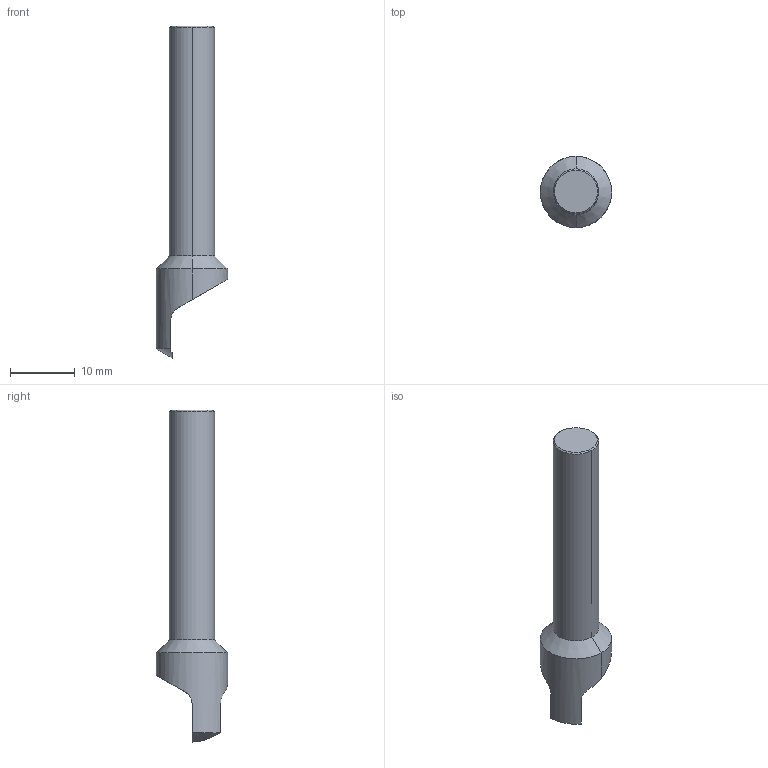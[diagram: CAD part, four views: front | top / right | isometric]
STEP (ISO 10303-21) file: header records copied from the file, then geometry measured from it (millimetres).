
FILE_DESCRIPTION(('no description'),'unknown implementation level');
FILE_NAME('F32D2A8D-70B5-49BA-B441-AD6D1A5672AD_export.stp',' ',('CIMSOURCE GmbH'),('CADClick - KiM GmbH - www.kimweb.de'),'unknown preprocess','ACIS','unknown authorization');
FILE_SCHEMA(('automotive_design'));
Length unit declared in the file: millimetre
Products named in the file (1): Verrundung1
Bounding box: 11 x 11 x 51.26 mm (x, y, z)
Volume: 1966.2 mm3; surface area: 1220.6 mm2
Topology: 1 solids, 1 shells, 19 faces, 43 edges, 26 vertices
Faces by surface type: plane 7, cylinder 6, cone 5, bspline 1
Entity records: 1718 total; most frequent: CARTESIAN_POINT 768, DIRECTION 93, STYLED_ITEM 89, PRESENTATION_STYLE_ASSIGNMENT 89, COLOUR_RGB 89, ORIENTED_EDGE 86, EDGE_CURVE 43, CURVE_STYLE 43
